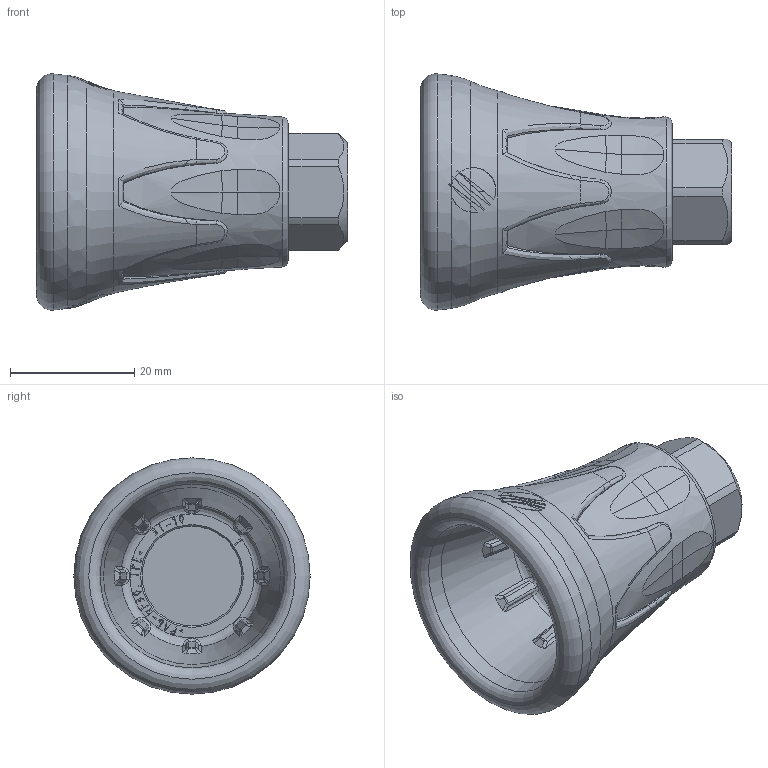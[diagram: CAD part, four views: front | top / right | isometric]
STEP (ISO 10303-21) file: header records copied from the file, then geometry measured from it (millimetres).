
FILE_DESCRIPTION(/* description */ ('Unknown'),/* implementation_level */ '2;1');
FILE_NAME(/* name */ '200010500',/* time_stamp */ '2020-04-01T12:36:08+02:00',/* author */ ('Unknown'),/* organization */ ('Unknown'),/* preprocessor_version */ 'ST-DEVELOPER v16.7',/* originating_system */ 'DEX',/* authorisation */ $);
FILE_SCHEMA (('AUTOMOTIVE_DESIGN {1 0 10303 214 3 1 1}'));
Length unit declared in the file: millimetre
Products named in the file (1): Part2
Bounding box: 50 x 37.98 x 37.98 mm (x, y, z)
Volume: 20599.8 mm3; surface area: 7411.8 mm2
Topology: 1 solids, 1 shells, 531 faces, 1479 edges, 938 vertices
Faces by surface type: bspline 215, plane 185, torus 57, cylinder 50, sphere 16, cone 8
Full cylindrical faces by diameter (mm): 16.8 x1, 19 x1
Entity records: 28176 total; most frequent: CARTESIAN_POINT 17015, ORIENTED_EDGE 2818, DIRECTION 1494, EDGE_CURVE 1409, VERTEX_POINT 922, B_SPLINE_CURVE_WITH_KNOTS 671, EDGE_LOOP 569, FACE_BOUND 569
